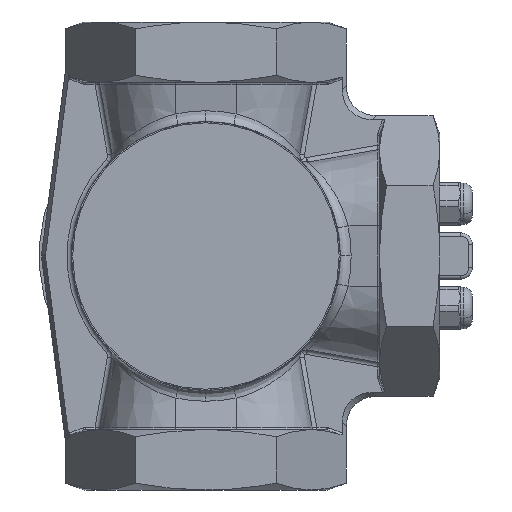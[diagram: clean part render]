
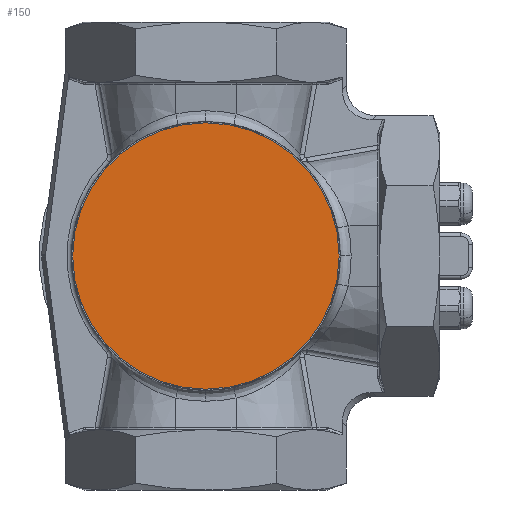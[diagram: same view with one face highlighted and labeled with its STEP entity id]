
A CAD part, front view. The second image highlights one B-rep face of the part: STEP entity #150.
In plain terms, the highlighted planar face has unit normal (0, -1, 0).
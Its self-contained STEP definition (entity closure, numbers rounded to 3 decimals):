
#69=CARTESIAN_POINT('Vertex',(0.,2.5,57.5)) ;
#72=CARTESIAN_POINT('Axis2P3D Location',(0.,2.5,0.)) ;
#76=CARTESIAN_POINT('Vertex',(0.,2.5,-57.5)) ;
#129=CARTESIAN_POINT('Axis2P3D Location',(0.,2.5,0.)) ;
#141=CARTESIAN_POINT('Axis2P3D Location',(0.,2.5,0.)) ;
#73=DIRECTION('Axis2P3D Direction',(0.,-1.,-0.)) ;
#130=DIRECTION('Axis2P3D Direction',(0.,-1.,-0.)) ;
#142=DIRECTION('Axis2P3D Direction',(0.,-1.,0.)) ;
#143=DIRECTION('Axis2P3D XDirection',(0.,0.,-1.)) ;
#74=AXIS2_PLACEMENT_3D('Circle Axis2P3D',#72,#73,$) ;
#131=AXIS2_PLACEMENT_3D('Circle Axis2P3D',#129,#130,$) ;
#144=AXIS2_PLACEMENT_3D('Plane Axis2P3D',#141,#142,#143) ;
#147=ORIENTED_EDGE('',*,*,#78,.T.) ;
#148=ORIENTED_EDGE('',*,*,#133,.T.) ;
#150=ADVANCED_FACE('703002305.1\\500700429-2-solid1',(#149),#145,.T.) ;
#75=CIRCLE('generated circle',#74,57.5) ;
#132=CIRCLE('generated circle',#131,57.5) ;
#78=EDGE_CURVE('',#77,#70,#75,.T.) ;
#133=EDGE_CURVE('',#70,#77,#132,.T.) ;
#146=EDGE_LOOP('',(#147,#148)) ;
#149=FACE_OUTER_BOUND('',#146,.T.) ;
#145=PLANE('',#144) ;
#70=VERTEX_POINT('',#69) ;
#77=VERTEX_POINT('',#76) ;
